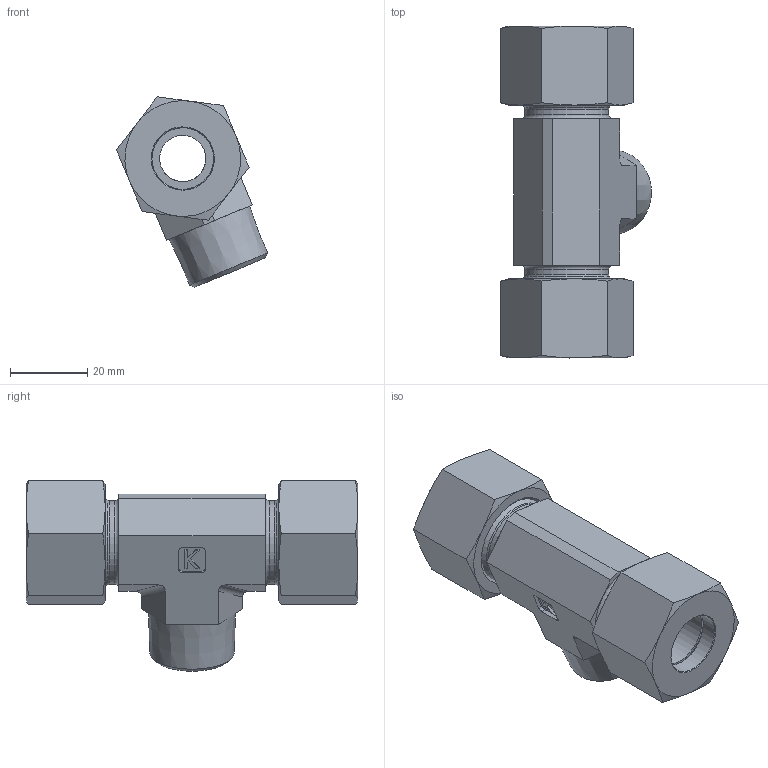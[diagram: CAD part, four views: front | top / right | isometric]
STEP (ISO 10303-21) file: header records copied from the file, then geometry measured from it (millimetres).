
FILE_DESCRIPTION((''),'2;1');
FILE_NAME('27003162224.stp','2014-08-21T15:23:56',(''),('KNOMI spol. s r. o.'),'Autodesk Inventor 2012','Autodesk Inventor 2012','');
FILE_SCHEMA(('AUTOMOTIVE_DESIGN { 1 2 10303 214 0 1 1 1 }'));
Length unit declared in the file: millimetre
Products named in the file (4): THCM3K  16SMkuž M22K/M24; 26003162224; 3981624; 40816
Assembly tree (5 placements, depth 2):
  THCM3K  16SMkuž M22K/M24
    26003162224
    3981624  x2
    40816  x2
Bounding box: 39.13 x 86 x 49.35 mm (x, y, z)
Volume: 47360.9 mm3; surface area: 22430 mm2
Topology: 5 solids, 5 shells, 144 faces, 345 edges, 222 vertices
Faces by surface type: plane 63, cone 47, cylinder 28, torus 6
Full cylindrical faces by diameter (mm): 12 x2, 16 x6, 18.2 x2, 21 x2, 21.7 x2, 22.376 x2, 24 x2
Entity records: 3198 total; most frequent: CARTESIAN_POINT 552, DIRECTION 517, ORIENTED_EDGE 438, EDGE_CURVE 219, AXIS2_PLACEMENT_3D 199, EDGE_LOOP 158, VERTEX_POINT 157, VECTOR 119
